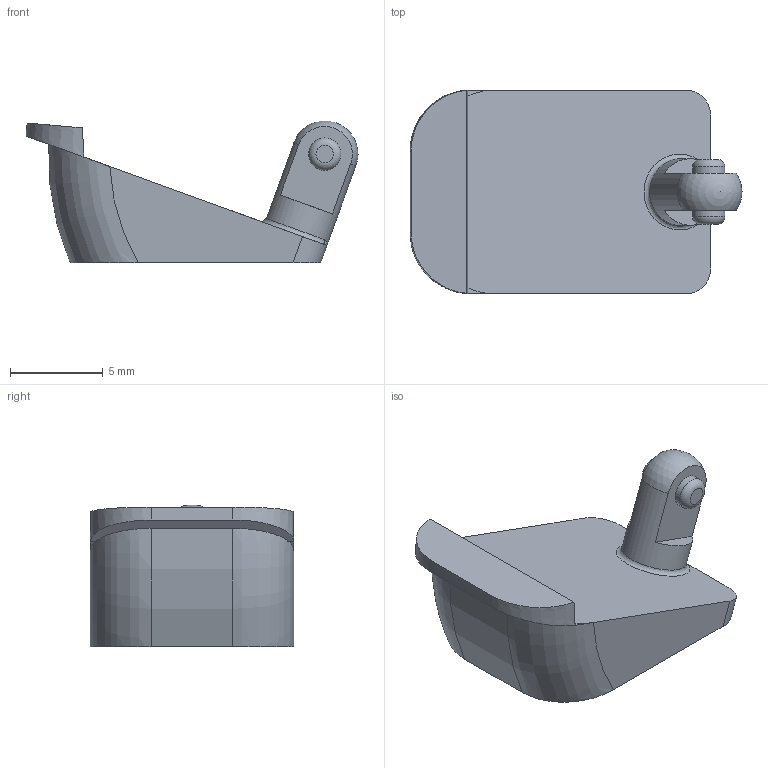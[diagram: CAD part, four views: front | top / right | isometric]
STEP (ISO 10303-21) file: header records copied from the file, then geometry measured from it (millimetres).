
FILE_DESCRIPTION(/* description */ (''),/* implementation_level */ '2;1');
FILE_NAME(/* name */ 'L.step',/* time_stamp */ '2025-05-16T22:43:13+02:00',/* author */ (''),/* organization */ (''),/* preprocessor_version */ 'ST-DEVELOPER v20.1',/* originating_system */ 'Autodesk Translation Framework v14.4.0.0',/* authorisation */ '');
FILE_SCHEMA (('AUTOMOTIVE_DESIGN { 1 0 10303 214 3 1 1 }'));
Length unit declared in the file: millimetre
Products named in the file (1): Xii-Boy Ultra
Bounding box: 17.94 x 11 x 7.67 mm (x, y, z)
Volume: 633.5 mm3; surface area: 610.5 mm2
Topology: 1 solids, 1 shells, 38 faces, 99 edges, 63 vertices
Faces by surface type: plane 21, cylinder 7, torus 6, bspline 3, sphere 1
Full cylindrical faces by diameter (mm): 1.75 x2, 3.6 x1
Entity records: 1576 total; most frequent: CARTESIAN_POINT 393, ORIENTED_EDGE 192, DIRECTION 188, EDGE_CURVE 96, AXIS2_PLACEMENT_3D 70, VERTEX_POINT 63, LINE 48, VECTOR 48
